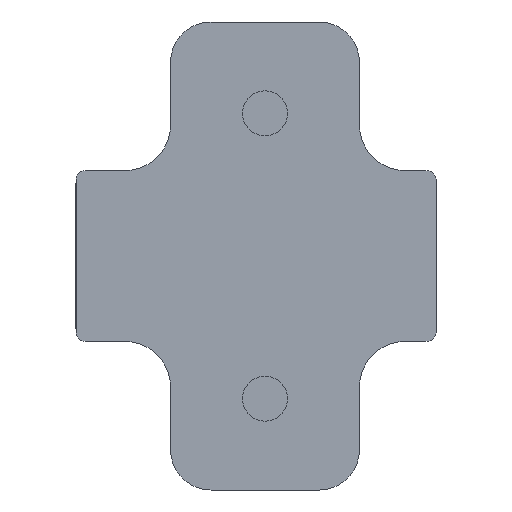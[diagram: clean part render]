
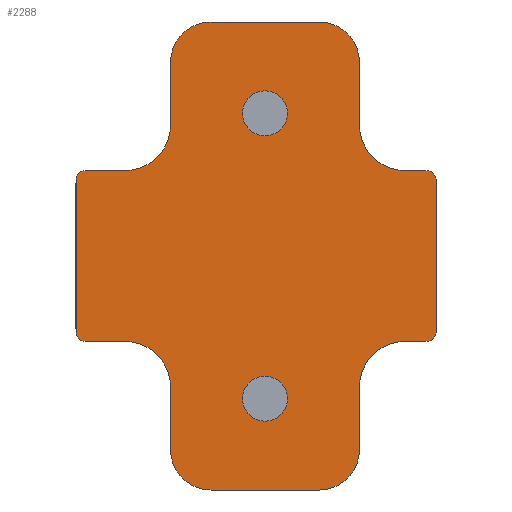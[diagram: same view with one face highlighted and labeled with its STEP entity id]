
A CAD part, left-side view. The second image highlights one B-rep face of the part: STEP entity #2288.
In plain terms, the highlighted planar face has unit normal (-1, 0, 0).
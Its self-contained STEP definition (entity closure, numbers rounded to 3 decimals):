
#331=CARTESIAN_POINT('',(0.,-18.,8.498));
#332=DIRECTION('',(-1.,0.,0.));
#333=DIRECTION('',(0.,-1.,0.));
#334=AXIS2_PLACEMENT_3D('',#331,#332,#333);
#336=DIRECTION('',(0.,0.,1.));
#337=VECTOR('',#336,16.996);
#338=CARTESIAN_POINT('',(0.,-19.,-8.498));
#339=LINE('',#338,#337);
#340=CARTESIAN_POINT('',(0.,-18.,-8.498));
#341=DIRECTION('',(-1.,0.,0.));
#342=DIRECTION('',(0.,0.,-1.));
#343=AXIS2_PLACEMENT_3D('',#340,#341,#342);
#345=DIRECTION('',(0.,-1.,0.));
#346=VECTOR('',#345,2.5);
#347=CARTESIAN_POINT('',(0.,-15.5,-9.498));
#348=LINE('',#347,#346);
#349=CARTESIAN_POINT('',(0.,-15.5,-14.498));
#350=DIRECTION('',(1.,0.,0.));
#351=DIRECTION('',(0.,1.,0.));
#352=AXIS2_PLACEMENT_3D('',#349,#350,#351);
#354=DIRECTION('',(0.,0.,1.));
#355=VECTOR('',#354,7.002);
#356=CARTESIAN_POINT('',(0.,-10.5,-21.5));
#357=LINE('',#356,#355);
#358=CARTESIAN_POINT('',(0.,-6.,-21.5));
#359=DIRECTION('',(-1.,0.,0.));
#360=DIRECTION('',(0.,0.,-1.));
#361=AXIS2_PLACEMENT_3D('',#358,#359,#360);
#363=DIRECTION('',(0.,-1.,0.));
#364=VECTOR('',#363,12.);
#365=CARTESIAN_POINT('',(0.,6.,-26.));
#366=LINE('',#365,#364);
#367=CARTESIAN_POINT('',(0.,6.,-21.5));
#368=DIRECTION('',(-1.,0.,0.));
#369=DIRECTION('',(0.,1.,0.));
#370=AXIS2_PLACEMENT_3D('',#367,#368,#369);
#372=DIRECTION('',(0.,0.,-1.));
#373=VECTOR('',#372,7.);
#374=CARTESIAN_POINT('',(0.,10.5,-14.5));
#375=LINE('',#374,#373);
#376=CARTESIAN_POINT('',(0.,15.5,-14.5));
#377=DIRECTION('',(1.,0.,0.));
#378=DIRECTION('',(0.,0.,1.));
#379=AXIS2_PLACEMENT_3D('',#376,#377,#378);
#381=DIRECTION('',(0.,-1.,0.));
#382=VECTOR('',#381,4.5);
#383=CARTESIAN_POINT('',(0.,20.,-9.5));
#384=LINE('',#383,#382);
#385=CARTESIAN_POINT('',(0.,20.,-8.5));
#386=DIRECTION('',(-1.,0.,0.));
#387=DIRECTION('',(0.,1.,0.));
#388=AXIS2_PLACEMENT_3D('',#385,#386,#387);
#390=DIRECTION('',(0.,0.,-1.));
#391=VECTOR('',#390,17.);
#392=CARTESIAN_POINT('',(0.,21.,8.5));
#393=LINE('',#392,#391);
#394=CARTESIAN_POINT('',(0.,20.,8.5));
#395=DIRECTION('',(-1.,0.,0.));
#396=DIRECTION('',(0.,0.,1.));
#397=AXIS2_PLACEMENT_3D('',#394,#395,#396);
#399=DIRECTION('',(0.,1.,0.));
#400=VECTOR('',#399,4.5);
#401=CARTESIAN_POINT('',(0.,15.5,9.5));
#402=LINE('',#401,#400);
#403=CARTESIAN_POINT('',(0.,15.5,14.5));
#404=DIRECTION('',(1.,0.,0.));
#405=DIRECTION('',(0.,-1.,0.));
#406=AXIS2_PLACEMENT_3D('',#403,#404,#405);
#408=DIRECTION('',(0.,0.,-1.));
#409=VECTOR('',#408,7.);
#410=CARTESIAN_POINT('',(0.,10.5,21.5));
#411=LINE('',#410,#409);
#412=CARTESIAN_POINT('',(0.,6.,21.5));
#413=DIRECTION('',(-1.,0.,0.));
#414=DIRECTION('',(0.,0.,1.));
#415=AXIS2_PLACEMENT_3D('',#412,#413,#414);
#417=DIRECTION('',(0.,1.,0.));
#418=VECTOR('',#417,12.);
#419=CARTESIAN_POINT('',(0.,-6.,26.));
#420=LINE('',#419,#418);
#421=CARTESIAN_POINT('',(0.,-6.,21.5));
#422=DIRECTION('',(-1.,0.,0.));
#423=DIRECTION('',(0.,-1.,0.));
#424=AXIS2_PLACEMENT_3D('',#421,#422,#423);
#426=DIRECTION('',(0.,0.,1.));
#427=VECTOR('',#426,7.002);
#428=CARTESIAN_POINT('',(0.,-10.5,14.498));
#429=LINE('',#428,#427);
#430=CARTESIAN_POINT('',(0.,-15.5,14.498));
#431=DIRECTION('',(1.,0.,0.));
#432=DIRECTION('',(0.,0.,-1.));
#433=AXIS2_PLACEMENT_3D('',#430,#431,#432);
#435=DIRECTION('',(0.,1.,0.));
#436=VECTOR('',#435,2.5);
#437=CARTESIAN_POINT('',(0.,-18.,9.498));
#438=LINE('',#437,#436);
#439=CARTESIAN_POINT('',(0.,0.,-15.85));
#440=DIRECTION('',(1.,0.,0.));
#441=DIRECTION('',(0.,-1.,0.));
#442=AXIS2_PLACEMENT_3D('',#439,#440,#441);
#444=CARTESIAN_POINT('',(0.,0.,-15.85));
#445=DIRECTION('',(1.,0.,0.));
#446=DIRECTION('',(0.,1.,0.));
#447=AXIS2_PLACEMENT_3D('',#444,#445,#446);
#449=CARTESIAN_POINT('',(0.,0.,15.85));
#450=DIRECTION('',(1.,0.,0.));
#451=DIRECTION('',(0.,-1.,0.));
#452=AXIS2_PLACEMENT_3D('',#449,#450,#451);
#454=CARTESIAN_POINT('',(0.,0.,15.85));
#455=DIRECTION('',(1.,0.,0.));
#456=DIRECTION('',(0.,1.,0.));
#457=AXIS2_PLACEMENT_3D('',#454,#455,#456);
#1795=CARTESIAN_POINT('',(0.,-2.5,15.85));
#1797=VERTEX_POINT('',#1795);
#1799=CARTESIAN_POINT('',(0.,-19.,8.498));
#1800=CARTESIAN_POINT('',(0.,-18.,9.498));
#1801=VERTEX_POINT('',#1799);
#1802=VERTEX_POINT('',#1800);
#1805=CARTESIAN_POINT('',(0.,2.5,15.85));
#1806=VERTEX_POINT('',#1805);
#1807=CARTESIAN_POINT('',(0.,-2.5,-15.85));
#1808=CARTESIAN_POINT('',(0.,2.5,-15.85));
#1809=VERTEX_POINT('',#1807);
#1810=VERTEX_POINT('',#1808);
#1811=CARTESIAN_POINT('',(0.,-15.5,9.498));
#1812=VERTEX_POINT('',#1811);
#1813=CARTESIAN_POINT('',(0.,-19.,-8.498));
#1814=VERTEX_POINT('',#1813);
#1821=CARTESIAN_POINT('',(0.,-10.5,14.498));
#1822=VERTEX_POINT('',#1821);
#1823=CARTESIAN_POINT('',(0.,-18.,-9.498));
#1824=VERTEX_POINT('',#1823);
#1839=CARTESIAN_POINT('',(0.,-10.5,21.5));
#1840=VERTEX_POINT('',#1839);
#1843=CARTESIAN_POINT('',(0.,-15.5,-9.498));
#1844=VERTEX_POINT('',#1843);
#1855=CARTESIAN_POINT('',(0.,-6.,26.));
#1856=VERTEX_POINT('',#1855);
#1859=CARTESIAN_POINT('',(0.,-10.5,-14.498));
#1860=VERTEX_POINT('',#1859);
#1866=CARTESIAN_POINT('',(0.,21.,8.5));
#1868=VERTEX_POINT('',#1866);
#1879=CARTESIAN_POINT('',(0.,6.,26.));
#1880=VERTEX_POINT('',#1879);
#1883=CARTESIAN_POINT('',(0.,-10.5,-21.5));
#1884=VERTEX_POINT('',#1883);
#1893=CARTESIAN_POINT('',(0.,21.,-8.5));
#1894=VERTEX_POINT('',#1893);
#1915=CARTESIAN_POINT('',(0.,10.5,21.5));
#1916=VERTEX_POINT('',#1915);
#1919=CARTESIAN_POINT('',(0.,-6.,-26.));
#1920=VERTEX_POINT('',#1919);
#1929=CARTESIAN_POINT('',(0.,20.,-9.5));
#1930=VERTEX_POINT('',#1929);
#1933=CARTESIAN_POINT('',(0.,20.,9.5));
#1934=VERTEX_POINT('',#1933);
#1953=CARTESIAN_POINT('',(0.,10.5,14.5));
#1954=VERTEX_POINT('',#1953);
#1957=CARTESIAN_POINT('',(0.,6.,-26.));
#1958=VERTEX_POINT('',#1957);
#1965=CARTESIAN_POINT('',(0.,15.5,-9.5));
#1966=VERTEX_POINT('',#1965);
#1993=CARTESIAN_POINT('',(0.,15.5,9.5));
#1994=VERTEX_POINT('',#1993);
#1997=CARTESIAN_POINT('',(0.,10.5,-21.5));
#1998=VERTEX_POINT('',#1997);
#2006=CARTESIAN_POINT('',(0.,10.5,-14.5));
#2008=VERTEX_POINT('',#2006);
#2223=CARTESIAN_POINT('',(0.,-19.,5.15));
#2224=DIRECTION('',(-1.,0.,0.));
#2225=DIRECTION('',(0.,1.,0.));
#2226=AXIS2_PLACEMENT_3D('',#2223,#2224,#2225);
#2227=PLANE('',#2226);
#2229=ORIENTED_EDGE('',*,*,#2228,.F.);
#2231=ORIENTED_EDGE('',*,*,#2230,.F.);
#2233=ORIENTED_EDGE('',*,*,#2232,.F.);
#2235=ORIENTED_EDGE('',*,*,#2234,.F.);
#2237=ORIENTED_EDGE('',*,*,#2236,.F.);
#2239=ORIENTED_EDGE('',*,*,#2238,.F.);
#2241=ORIENTED_EDGE('',*,*,#2240,.F.);
#2243=ORIENTED_EDGE('',*,*,#2242,.F.);
#2245=ORIENTED_EDGE('',*,*,#2244,.F.);
#2247=ORIENTED_EDGE('',*,*,#2246,.F.);
#2249=ORIENTED_EDGE('',*,*,#2248,.F.);
#2251=ORIENTED_EDGE('',*,*,#2250,.F.);
#2253=ORIENTED_EDGE('',*,*,#2252,.F.);
#2255=ORIENTED_EDGE('',*,*,#2254,.F.);
#2257=ORIENTED_EDGE('',*,*,#2256,.F.);
#2259=ORIENTED_EDGE('',*,*,#2258,.F.);
#2261=ORIENTED_EDGE('',*,*,#2260,.F.);
#2263=ORIENTED_EDGE('',*,*,#2262,.F.);
#2265=ORIENTED_EDGE('',*,*,#2264,.F.);
#2267=ORIENTED_EDGE('',*,*,#2266,.F.);
#2269=ORIENTED_EDGE('',*,*,#2268,.F.);
#2271=ORIENTED_EDGE('',*,*,#2270,.F.);
#2273=ORIENTED_EDGE('',*,*,#2272,.F.);
#2275=ORIENTED_EDGE('',*,*,#2274,.F.);
#2276=EDGE_LOOP('',(#2229,#2231,#2233,#2235,#2237,#2239,#2241,#2243,#2245,#2247,
#2249,#2251,#2253,#2255,#2257,#2259,#2261,#2263,#2265,#2267,#2269,#2271,#2273,
#2275));
#2277=FACE_OUTER_BOUND('',#2276,.F.);
#2279=ORIENTED_EDGE('',*,*,#2278,.F.);
#2281=ORIENTED_EDGE('',*,*,#2280,.F.);
#2282=EDGE_LOOP('',(#2279,#2281));
#2283=FACE_BOUND('',#2282,.F.);
#2284=ORIENTED_EDGE('',*,*,#2200,.F.);
#2285=ORIENTED_EDGE('',*,*,#2215,.F.);
#2286=EDGE_LOOP('',(#2284,#2285));
#2287=FACE_BOUND('',#2286,.F.);
#335=CIRCLE('',#334,1.);
#344=CIRCLE('',#343,1.);
#353=CIRCLE('',#352,5.);
#362=CIRCLE('',#361,4.5);
#371=CIRCLE('',#370,4.5);
#380=CIRCLE('',#379,5.);
#389=CIRCLE('',#388,1.);
#398=CIRCLE('',#397,1.);
#407=CIRCLE('',#406,5.);
#416=CIRCLE('',#415,4.5);
#425=CIRCLE('',#424,4.5);
#434=CIRCLE('',#433,5.);
#443=CIRCLE('',#442,2.5);
#448=CIRCLE('',#447,2.5);
#453=CIRCLE('',#452,2.5);
#458=CIRCLE('',#457,2.5);
#2200=EDGE_CURVE('',#1797,#1806,#453,.T.);
#2215=EDGE_CURVE('',#1806,#1797,#458,.T.);
#2228=EDGE_CURVE('',#1801,#1802,#335,.T.);
#2230=EDGE_CURVE('',#1814,#1801,#339,.T.);
#2232=EDGE_CURVE('',#1824,#1814,#344,.T.);
#2234=EDGE_CURVE('',#1844,#1824,#348,.T.);
#2236=EDGE_CURVE('',#1860,#1844,#353,.T.);
#2238=EDGE_CURVE('',#1884,#1860,#357,.T.);
#2240=EDGE_CURVE('',#1920,#1884,#362,.T.);
#2242=EDGE_CURVE('',#1958,#1920,#366,.T.);
#2244=EDGE_CURVE('',#1998,#1958,#371,.T.);
#2246=EDGE_CURVE('',#2008,#1998,#375,.T.);
#2248=EDGE_CURVE('',#1966,#2008,#380,.T.);
#2250=EDGE_CURVE('',#1930,#1966,#384,.T.);
#2252=EDGE_CURVE('',#1894,#1930,#389,.T.);
#2254=EDGE_CURVE('',#1868,#1894,#393,.T.);
#2256=EDGE_CURVE('',#1934,#1868,#398,.T.);
#2258=EDGE_CURVE('',#1994,#1934,#402,.T.);
#2260=EDGE_CURVE('',#1954,#1994,#407,.T.);
#2262=EDGE_CURVE('',#1916,#1954,#411,.T.);
#2264=EDGE_CURVE('',#1880,#1916,#416,.T.);
#2266=EDGE_CURVE('',#1856,#1880,#420,.T.);
#2268=EDGE_CURVE('',#1840,#1856,#425,.T.);
#2270=EDGE_CURVE('',#1822,#1840,#429,.T.);
#2272=EDGE_CURVE('',#1812,#1822,#434,.T.);
#2274=EDGE_CURVE('',#1802,#1812,#438,.T.);
#2278=EDGE_CURVE('',#1809,#1810,#443,.T.);
#2280=EDGE_CURVE('',#1810,#1809,#448,.T.);
#2288=ADVANCED_FACE('',(#2277,#2283,#2287),#2227,.T.);
